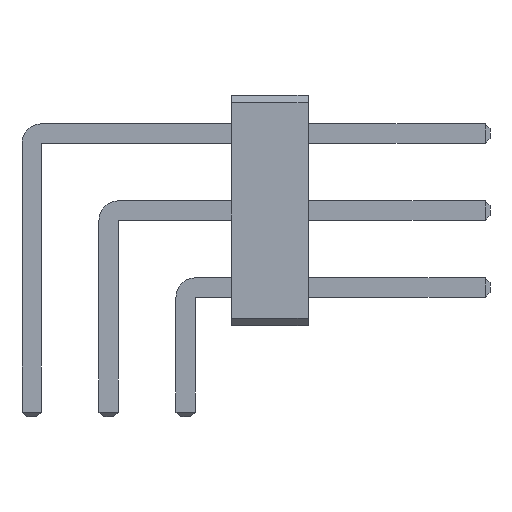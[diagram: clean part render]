
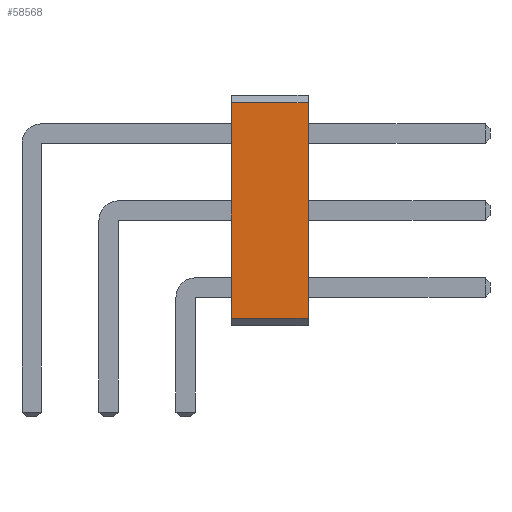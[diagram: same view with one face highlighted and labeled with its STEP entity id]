
A CAD part, front view. The second image highlights one B-rep face of the part: STEP entity #58568.
In plain terms, the highlighted planar face has unit normal (0, -1, 0).
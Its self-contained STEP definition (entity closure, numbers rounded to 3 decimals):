
#58568 = ADVANCED_FACE('',(#58569),#58603,.T.);
#58569 = FACE_BOUND('',#58570,.T.);
#58570 = EDGE_LOOP('',(#58571,#58581,#58589,#58597));
#58571 = ORIENTED_EDGE('',*,*,#58572,.T.);
#58572 = EDGE_CURVE('',#58573,#58575,#58577,.T.);
#58573 = VERTEX_POINT('',#58574);
#58574 = CARTESIAN_POINT('',(6.58,-74.93,0.254));
#58575 = VERTEX_POINT('',#58576);
#58576 = CARTESIAN_POINT('',(9.12,-74.93,0.254));
#58577 = LINE('',#58578,#58579);
#58578 = CARTESIAN_POINT('',(6.58,-74.93,0.254));
#58579 = VECTOR('',#58580,1.);
#58580 = DIRECTION('',(1.,0.,0.));
#58581 = ORIENTED_EDGE('',*,*,#58582,.T.);
#58582 = EDGE_CURVE('',#58575,#58583,#58585,.T.);
#58583 = VERTEX_POINT('',#58584);
#58584 = CARTESIAN_POINT('',(9.12,-74.93,7.366));
#58585 = LINE('',#58586,#58587);
#58586 = CARTESIAN_POINT('',(9.12,-74.93,0.254));
#58587 = VECTOR('',#58588,1.);
#58588 = DIRECTION('',(0.,0.,1.));
#58589 = ORIENTED_EDGE('',*,*,#58590,.F.);
#58590 = EDGE_CURVE('',#58591,#58583,#58593,.T.);
#58591 = VERTEX_POINT('',#58592);
#58592 = CARTESIAN_POINT('',(6.58,-74.93,7.366));
#58593 = LINE('',#58594,#58595);
#58594 = CARTESIAN_POINT('',(6.58,-74.93,7.366));
#58595 = VECTOR('',#58596,1.);
#58596 = DIRECTION('',(1.,0.,0.));
#58597 = ORIENTED_EDGE('',*,*,#58598,.F.);
#58598 = EDGE_CURVE('',#58573,#58591,#58599,.T.);
#58599 = LINE('',#58600,#58601);
#58600 = CARTESIAN_POINT('',(6.58,-74.93,0.254));
#58601 = VECTOR('',#58602,1.);
#58602 = DIRECTION('',(0.,0.,1.));
#58603 = PLANE('',#58604);
#58604 = AXIS2_PLACEMENT_3D('',#58605,#58606,#58607);
#58605 = CARTESIAN_POINT('',(6.58,-74.93,0.254));
#58606 = DIRECTION('',(0.,-1.,0.));
#58607 = DIRECTION('',(0.,0.,1.));
